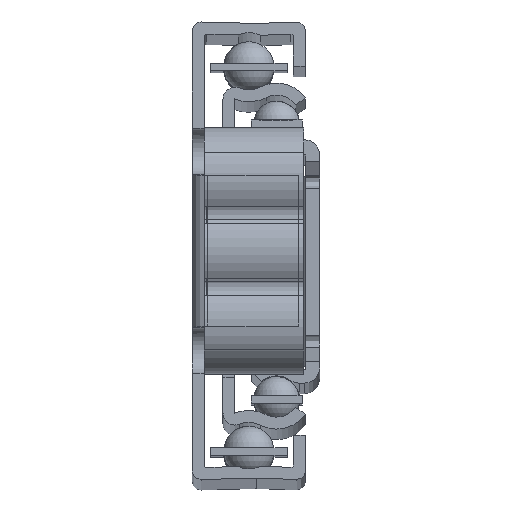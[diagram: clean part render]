
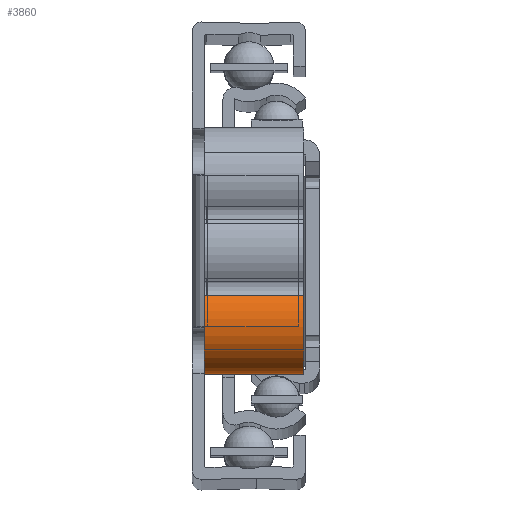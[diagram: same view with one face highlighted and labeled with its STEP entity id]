
A CAD part, top view. The second image highlights one B-rep face of the part: STEP entity #3860.
In plain terms, the highlighted cylindrical face has radius 5.08 mm (diameter 10.16 mm), a partial arc.
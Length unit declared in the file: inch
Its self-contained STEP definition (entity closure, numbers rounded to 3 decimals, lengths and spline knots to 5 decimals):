
#221 = CYLINDRICAL_SURFACE ( 'NONE', #8365, 0.2 ) ;
#550 = FACE_OUTER_BOUND ( 'NONE', #11589, .T. ) ;
#618 = VERTEX_POINT ( 'NONE', #1123 ) ;
#665 = VECTOR ( 'NONE', #11231, 39.37008 ) ;
#879 = ORIENTED_EDGE ( 'NONE', *, *, #2468, .F. ) ;
#1123 = CARTESIAN_POINT ( 'NONE',  ( 0.187, -0.484, 23.6535 ) ) ;
#1211 = VERTEX_POINT ( 'NONE', #3562 ) ;
#1291 = CARTESIAN_POINT ( 'NONE',  ( 0.187, -0.284, 23.6535 ) ) ;
#2191 = DIRECTION ( 'NONE',  ( 1., 0., 0. ) ) ;
#2468 = EDGE_CURVE ( 'NONE', #4670, #618, #5189, .T. ) ;
#3107 = AXIS2_PLACEMENT_3D ( 'NONE', #4159, #2191, #6422 ) ;
#3562 = CARTESIAN_POINT ( 'NONE',  ( -0.203, -0.484, 23.6535 ) ) ;
#3860 = ADVANCED_FACE ( 'NONE', ( #550 ), #221, .T. ) ;
#4144 = EDGE_CURVE ( 'NONE', #6913, #1211, #8805, .T. ) ;
#4159 = CARTESIAN_POINT ( 'NONE',  ( 0.187, -0.284, 23.6535 ) ) ;
#4233 = EDGE_CURVE ( 'NONE', #4670, #6913, #7027, .T. ) ;
#4380 = AXIS2_PLACEMENT_3D ( 'NONE', #11130, #6966, #9050 ) ;
#4670 = VERTEX_POINT ( 'NONE', #9838 ) ;
#4970 = CARTESIAN_POINT ( 'NONE',  ( 0.187, -0.17477, 23.82104 ) ) ;
#5093 = DIRECTION ( 'NONE',  ( -1., 0., 0. ) ) ;
#5189 = CIRCLE ( 'NONE', #3107, 0.2 ) ;
#5635 = EDGE_CURVE ( 'NONE', #618, #1211, #8935, .T. ) ;
#6422 = DIRECTION ( 'NONE',  ( 0., 1., 0. ) ) ;
#6913 = VERTEX_POINT ( 'NONE', #8149 ) ;
#6966 = DIRECTION ( 'NONE',  ( 1., 0., 0. ) ) ;
#7027 = LINE ( 'NONE', #4970, #7517 ) ;
#7517 = VECTOR ( 'NONE', #5093, 39.37008 ) ;
#7555 = DIRECTION ( 'NONE',  ( 0., -1., 0. ) ) ;
#8149 = CARTESIAN_POINT ( 'NONE',  ( -0.203, -0.17477, 23.82104 ) ) ;
#8365 = AXIS2_PLACEMENT_3D ( 'NONE', #1291, #8443, #7555 ) ;
#8443 = DIRECTION ( 'NONE',  ( -1., 0., 0. ) ) ;
#8568 = ORIENTED_EDGE ( 'NONE', *, *, #4233, .T. ) ;
#8794 = ORIENTED_EDGE ( 'NONE', *, *, #4144, .T. ) ;
#8805 = CIRCLE ( 'NONE', #4380, 0.2 ) ;
#8935 = LINE ( 'NONE', #12852, #665 ) ;
#9050 = DIRECTION ( 'NONE',  ( 0., 1., 0. ) ) ;
#9838 = CARTESIAN_POINT ( 'NONE',  ( 0.187, -0.17477, 23.82104 ) ) ;
#11130 = CARTESIAN_POINT ( 'NONE',  ( -0.203, -0.284, 23.6535 ) ) ;
#11231 = DIRECTION ( 'NONE',  ( -1., 0., 0. ) ) ;
#11589 = EDGE_LOOP ( 'NONE', ( #11720, #879, #8568, #8794 ) ) ;
#11720 = ORIENTED_EDGE ( 'NONE', *, *, #5635, .F. ) ;
#12852 = CARTESIAN_POINT ( 'NONE',  ( 0.187, -0.484, 23.6535 ) ) ;
